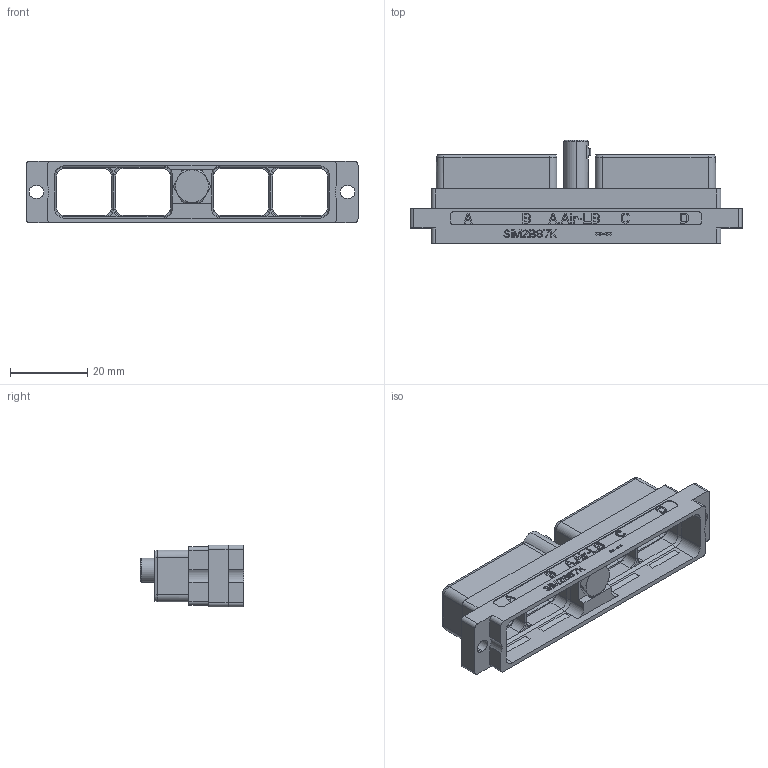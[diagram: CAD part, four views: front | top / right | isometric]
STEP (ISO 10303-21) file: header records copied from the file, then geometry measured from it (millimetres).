
FILE_DESCRIPTION((''),'2;1');
FILE_NAME('SIM2B87KA','2019-09-26T',('presta_be4'),(''),'PRO/ENGINEER BY PARAMETRIC TECHNOLOGY CORPORATION, 2014310','PRO/ENGINEER BY PARAMETRIC TECHNOLOGY CORPORATION, 2014310','');
FILE_SCHEMA(('CONFIG_CONTROL_DESIGN'));
Length unit declared in the file: millimetre
Products named in the file (1): SIM2B87KA
Bounding box: 85.89 x 26.65 x 15.93 mm (x, y, z)
Volume: 7329.5 mm3; surface area: 11221.9 mm2
Topology: 2 solids, 2 shells, 1158 faces, 3184 edges, 2086 vertices
Faces by surface type: plane 955, cylinder 113, cone 54, torus 32, bspline 4
Entity records: 39311 total; most frequent: CARTESIAN_POINT 9717, ORIENTED_EDGE 6364, DIRECTION 5707, EDGE_CURVE 3182, VECTOR 2775, LINE 2775, VERTEX_POINT 2086, AXIS2_PLACEMENT_3D 1466
